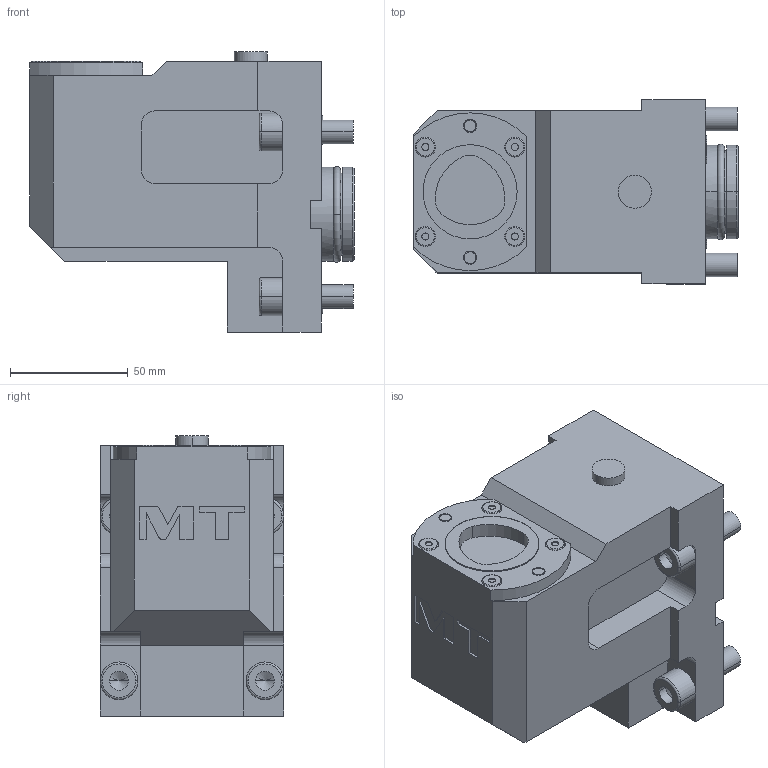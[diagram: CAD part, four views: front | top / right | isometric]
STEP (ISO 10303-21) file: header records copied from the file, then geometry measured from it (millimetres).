
FILE_DESCRIPTION((''),'2;1');
FILE_NAME('MNZ0274010_CONF','2023-02-24T11:41:49',('sterribile'),('M.T. srl'),'CREO PARAMETRIC BY PTC INC, 2021072','CREO PARAMETRIC BY PTC INC, 2021072','');
FILE_SCHEMA(('CONFIG_CONTROL_DESIGN'));
Length unit declared in the file: millimetre
Products named in the file (1): MNZ0274010_CONF
Bounding box: 138 x 78 x 119 mm (x, y, z)
Volume: 754090.3 mm3; surface area: 70853 mm2
Topology: 1 solids, 1 shells, 215 faces, 536 edges, 342 vertices
Faces by surface type: plane 101, cylinder 72, torus 22, cone 14, sphere 4, extrusion 2
Entity records: 6508 total; most frequent: CARTESIAN_POINT 1179, DIRECTION 1176, ORIENTED_EDGE 1056, EDGE_CURVE 528, AXIS2_PLACEMENT_3D 439, VERTEX_POINT 342, VECTOR 298, LINE 296
